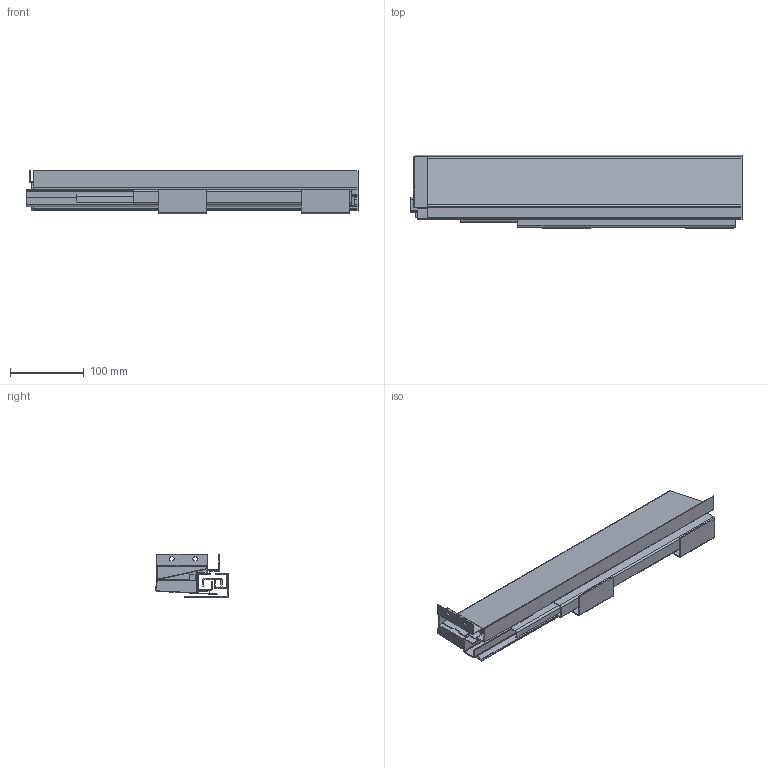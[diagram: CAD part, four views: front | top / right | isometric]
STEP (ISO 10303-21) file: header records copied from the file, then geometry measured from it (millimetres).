
FILE_DESCRIPTION (( 'STEP AP214' ), '1' );
FILE_NAME ('F004584,F004590-CLOSED_RIGHT_3D.step', '2022-06-06T11:51:42', ( '' ), ( '' ), 'SwSTEP 2.0', 'SolidWorks 2020', '' );
FILE_SCHEMA (( 'AUTOMOTIVE_DESIGN' ));
Length unit declared in the file: millimetre
Products named in the file (8): ND30-VYSUV-450-CLOSED_RIGHT; ND30-350,400,450-VNEJSI PRAVY; ND30-450-VNITRNI PRAVY; Riex ND30 Bocnice-450-H86-PRAVA; F004584,F004590-CLOSED_RIGHT_3D; ND30-450-STREDNI PRAVY; ND30-boènice sestava H86-450-PRAVA; ND30-drzak zad-H86-PRAVY
Assembly tree (7 placements, depth 3):
  F004584,F004590-CLOSED_RIGHT_3D
    ND30-VYSUV-450-CLOSED_RIGHT
      ND30-350,400,450-VNEJSI PRAVY
      ND30-450-STREDNI PRAVY
      ND30-450-VNITRNI PRAVY
    ND30-boènice sestava H86-450-PRAVA
      Riex ND30 Bocnice-450-H86-PRAVA
      ND30-drzak zad-H86-PRAVY
Bounding box: 449 x 99.02 x 58.5 mm (x, y, z)
Volume: 223306.6 mm3; surface area: 414439.2 mm2
Topology: 11 solids, 11 shells, 296 faces, 772 edges, 498 vertices
Faces by surface type: plane 151, cylinder 97, cone 48
Entity records: 9519 total; most frequent: DIRECTION 1631, CARTESIAN_POINT 1578, ORIENTED_EDGE 1544, EDGE_CURVE 772, AXIS2_PLACEMENT_3D 551, LINE 529, VECTOR 529, VERTEX_POINT 498
